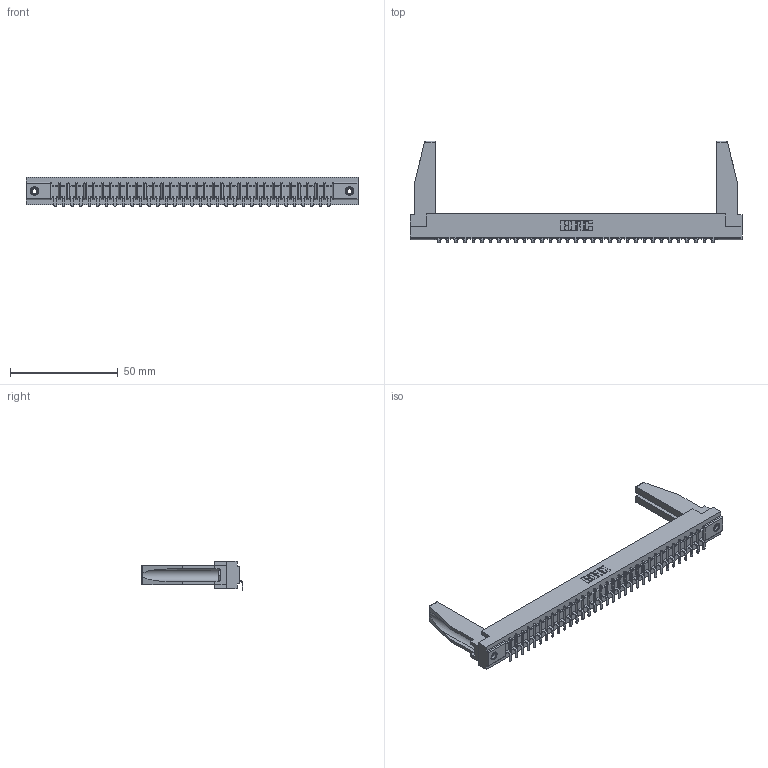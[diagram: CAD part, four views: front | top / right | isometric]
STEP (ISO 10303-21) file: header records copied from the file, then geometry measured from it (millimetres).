
FILE_DESCRIPTION (( 'STEP AP203' ), '1' );
FILE_NAME ('357-033-553-178.STEP', '2019-09-17T04:59:03', ( '' ), ( '' ), 'SwSTEP 2.0', 'SolidWorks 2016', '' );
FILE_SCHEMA (( 'CONFIG_CONTROL_DESIGN' ));
Length unit declared in the file: inch
Products named in the file (5): 307 Part_.156 Dia Mounting Holes; 357-033-553-178; 307-290-002_553; 307-220-078; 345-250-001_345-250-001-102
Assembly tree (38 placements, depth 2):
  357-033-553-178
    307 Part_.156 Dia Mounting Holes
    307-290-002_553  x33
    307-220-078  x2
    345-250-001_345-250-001-102  x2
Bounding box: 153.77 x 47.03 x 13.5 mm (x, y, z)
Volume: 20381.6 mm3; surface area: 24228.7 mm2
Topology: 38 solids, 38 shells, 2856 faces, 8705 edges, 5702 vertices
Faces by surface type: plane 1705, cylinder 1067, sphere 68, cone 12, torus 4
Entity records: 32693 total; most frequent: CARTESIAN_POINT 5514, ORIENTED_EDGE 5460, DIRECTION 5318, EDGE_CURVE 2730, VECTOR 2090, LINE 2090, VERTEX_POINT 1768, AXIS2_PLACEMENT_3D 1614
